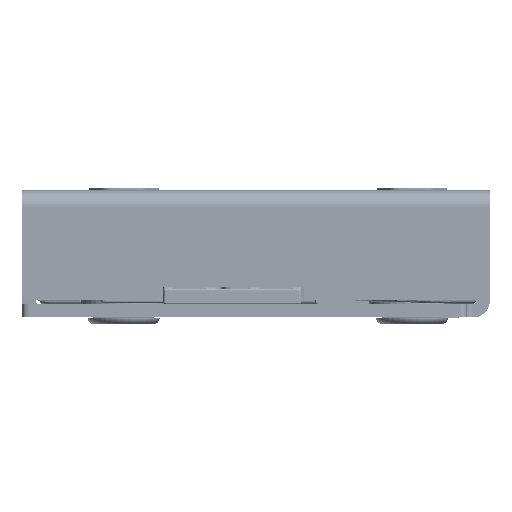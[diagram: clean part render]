
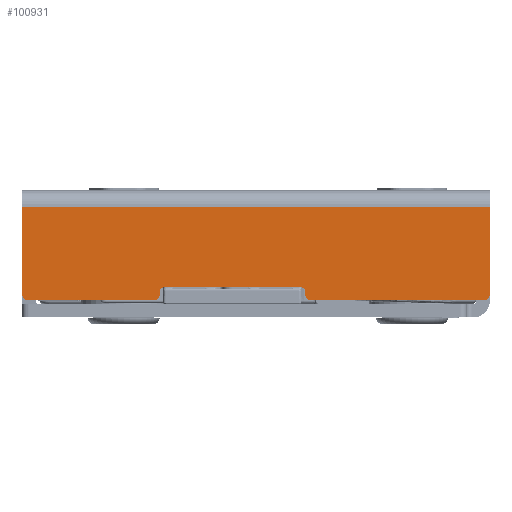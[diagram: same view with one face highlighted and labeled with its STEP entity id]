
A CAD part, left-side view. The second image highlights one B-rep face of the part: STEP entity #100931.
In plain terms, the highlighted planar face has unit normal (-1, 0, 0).
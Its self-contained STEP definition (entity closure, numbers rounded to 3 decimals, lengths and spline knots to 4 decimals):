
#5781=PLANE('',#107372);
#9756=FACE_OUTER_BOUND('',#15478,.T.);
#15478=EDGE_LOOP('',(#75817,#75818,#75819,#75820,#75821,#75822,#75823,#75824,
#75825,#75826,#75827,#75828,#75829,#75830));
#20175=CIRCLE('',#107354,0.0197);
#20177=CIRCLE('',#107358,0.0197);
#20179=CIRCLE('',#107362,0.0394);
#20184=CIRCLE('',#107369,0.0394);
#20185=CIRCLE('',#107373,0.0394);
#20186=CIRCLE('',#107374,0.0394);
#25416=LINE('',#163299,#35018);
#25422=LINE('',#163314,#35024);
#25432=LINE('',#163346,#35034);
#25433=LINE('',#163349,#35035);
#25435=LINE('',#163353,#35037);
#25436=LINE('',#163357,#35038);
#25437=LINE('',#163359,#35039);
#25438=LINE('',#163361,#35040);
#35018=VECTOR('',#121362,0.3937);
#35024=VECTOR('',#121376,0.3937);
#35034=VECTOR('',#121406,0.3937);
#35035=VECTOR('',#121409,0.3937);
#35037=VECTOR('',#121413,0.3937);
#35038=VECTOR('',#121416,0.3937);
#35039=VECTOR('',#121417,0.3937);
#35040=VECTOR('',#121418,0.3937);
#45114=VERTEX_POINT('',#163289);
#45115=VERTEX_POINT('',#163290);
#45118=VERTEX_POINT('',#163298);
#45120=VERTEX_POINT('',#163304);
#45121=VERTEX_POINT('',#163305);
#45124=VERTEX_POINT('',#163316);
#45134=VERTEX_POINT('',#163340);
#45135=VERTEX_POINT('',#163342);
#45136=VERTEX_POINT('',#163348);
#45137=VERTEX_POINT('',#163352);
#45138=VERTEX_POINT('',#163354);
#45139=VERTEX_POINT('',#163356);
#45140=VERTEX_POINT('',#163358);
#45141=VERTEX_POINT('',#163360);
#56254=EDGE_CURVE('',#45114,#45115,#20175,.T.);
#56258=EDGE_CURVE('',#45118,#45115,#25416,.T.);
#56261=EDGE_CURVE('',#45120,#45121,#20177,.T.);
#56266=EDGE_CURVE('',#45114,#45121,#25422,.T.);
#56267=EDGE_CURVE('',#45118,#45124,#20179,.T.);
#56280=EDGE_CURVE('',#45134,#45135,#20184,.T.);
#56282=EDGE_CURVE('',#45120,#45135,#25432,.T.);
#56283=EDGE_CURVE('',#45124,#45136,#25433,.T.);
#56285=EDGE_CURVE('',#45137,#45134,#25435,.T.);
#56286=EDGE_CURVE('',#45138,#45137,#20185,.T.);
#56287=EDGE_CURVE('',#45139,#45138,#25436,.T.);
#56288=EDGE_CURVE('',#45140,#45139,#25437,.T.);
#56289=EDGE_CURVE('',#45140,#45141,#25438,.T.);
#56290=EDGE_CURVE('',#45136,#45141,#20186,.T.);
#75817=ORIENTED_EDGE('',*,*,#56267,.F.);
#75818=ORIENTED_EDGE('',*,*,#56258,.T.);
#75819=ORIENTED_EDGE('',*,*,#56254,.F.);
#75820=ORIENTED_EDGE('',*,*,#56266,.T.);
#75821=ORIENTED_EDGE('',*,*,#56261,.F.);
#75822=ORIENTED_EDGE('',*,*,#56282,.T.);
#75823=ORIENTED_EDGE('',*,*,#56280,.F.);
#75824=ORIENTED_EDGE('',*,*,#56285,.F.);
#75825=ORIENTED_EDGE('',*,*,#56286,.F.);
#75826=ORIENTED_EDGE('',*,*,#56287,.F.);
#75827=ORIENTED_EDGE('',*,*,#56288,.F.);
#75828=ORIENTED_EDGE('',*,*,#56289,.T.);
#75829=ORIENTED_EDGE('',*,*,#56290,.F.);
#75830=ORIENTED_EDGE('',*,*,#56283,.F.);
#100931=ADVANCED_FACE('',(#9756),#5781,.T.);
#107354=AXIS2_PLACEMENT_3D('',#163291,#121354,#121355);
#107358=AXIS2_PLACEMENT_3D('',#163306,#121367,#121368);
#107362=AXIS2_PLACEMENT_3D('',#163317,#121379,#121380);
#107369=AXIS2_PLACEMENT_3D('',#163343,#121401,#121402);
#107372=AXIS2_PLACEMENT_3D('',#163351,#121411,#121412);
#107373=AXIS2_PLACEMENT_3D('',#163355,#121414,#121415);
#107374=AXIS2_PLACEMENT_3D('',#163362,#121419,#121420);
#121354=DIRECTION('center_axis',(-1.,0.,0.));
#121355=DIRECTION('ref_axis',(0.,0.707,0.707));
#121362=DIRECTION('',(0.,0.,1.));
#121367=DIRECTION('center_axis',(-1.,0.,0.));
#121368=DIRECTION('ref_axis',(0.,-0.707,0.707));
#121376=DIRECTION('',(0.,-1.,0.));
#121379=DIRECTION('center_axis',(1.,0.,0.));
#121380=DIRECTION('ref_axis',(0.,-0.707,-0.707));
#121401=DIRECTION('center_axis',(1.,0.,0.));
#121402=DIRECTION('ref_axis',(0.,0.707,-0.707));
#121406=DIRECTION('',(0.,0.,-1.));
#121409=DIRECTION('',(0.,1.,0.));
#121411=DIRECTION('center_axis',(-1.,0.,0.));
#121412=DIRECTION('ref_axis',(0.,1.,0.));
#121413=DIRECTION('',(0.,1.,0.));
#121414=DIRECTION('center_axis',(1.,0.,0.));
#121415=DIRECTION('ref_axis',(0.,-0.707,-0.707));
#121416=DIRECTION('',(0.,0.,-1.));
#121417=DIRECTION('',(0.,-1.,0.));
#121418=DIRECTION('',(0.,0.,-1.));
#121419=DIRECTION('center_axis',(1.,0.,0.));
#121420=DIRECTION('ref_axis',(0.,0.707,-0.707));
#163289=CARTESIAN_POINT('',(-1.2008,-0.2293,0.0956));
#163290=CARTESIAN_POINT('',(-1.2008,-0.2096,0.0759));
#163291=CARTESIAN_POINT('Origin',(-1.2008,-0.2293,0.0759));
#163298=CARTESIAN_POINT('',(-1.2008,-0.2096,0.0591));
#163299=CARTESIAN_POINT('',(-1.2008,-0.2096,0.3396));
#163304=CARTESIAN_POINT('',(-1.2008,-1.0514,0.0759));
#163305=CARTESIAN_POINT('',(-1.2008,-1.0318,0.0956));
#163306=CARTESIAN_POINT('Origin',(-1.2008,-1.0318,0.0759));
#163314=CARTESIAN_POINT('',(-1.2008,-1.1678,0.0956));
#163316=CARTESIAN_POINT('',(-1.2008,-0.1702,0.0197));
#163317=CARTESIAN_POINT('Origin',(-1.2008,-0.1702,0.0591));
#163340=CARTESIAN_POINT('',(-1.2008,-1.0908,0.0197));
#163342=CARTESIAN_POINT('',(-1.2008,-1.0514,0.0591));
#163343=CARTESIAN_POINT('Origin',(-1.2008,-1.0908,0.0591));
#163346=CARTESIAN_POINT('',(-1.2008,-1.0514,0.3775));
#163348=CARTESIAN_POINT('',(-1.2008,0.5512,0.0197));
#163349=CARTESIAN_POINT('',(-1.2008,0.5906,0.0197));
#163351=CARTESIAN_POINT('Origin',(-1.2008,-2.126,0.6594));
#163352=CARTESIAN_POINT('',(-1.2008,-2.0866,0.0197));
#163353=CARTESIAN_POINT('',(-1.2008,0.5906,0.0197));
#163354=CARTESIAN_POINT('',(-1.2008,-2.126,0.0591));
#163355=CARTESIAN_POINT('Origin',(-1.2008,-2.0866,0.0591));
#163356=CARTESIAN_POINT('',(-1.2008,-2.126,0.561));
#163357=CARTESIAN_POINT('',(-1.2008,-2.126,0.6594));
#163358=CARTESIAN_POINT('',(-1.2008,0.5906,0.561));
#163359=CARTESIAN_POINT('',(-1.2008,-1.407,0.561));
#163360=CARTESIAN_POINT('',(-1.2008,0.5906,0.0591));
#163361=CARTESIAN_POINT('',(-1.2008,0.5906,0.6594));
#163362=CARTESIAN_POINT('Origin',(-1.2008,0.5512,0.0591));
